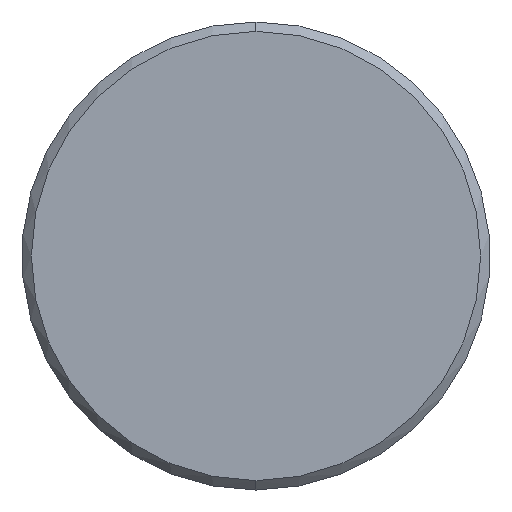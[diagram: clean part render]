
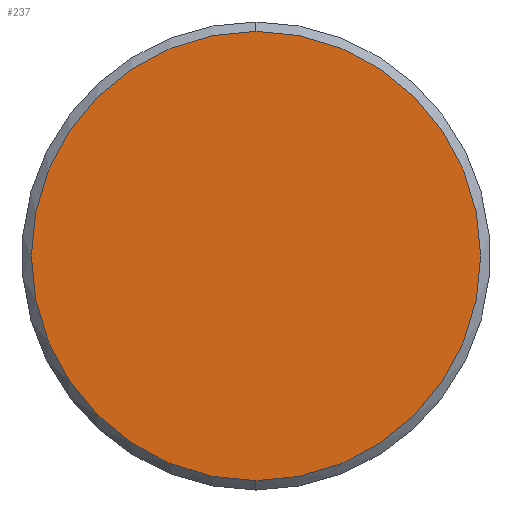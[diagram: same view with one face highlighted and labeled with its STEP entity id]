
A CAD part, left-side view. The second image highlights one B-rep face of the part: STEP entity #237.
In plain terms, the highlighted planar face has unit normal (-1, 0, 0).
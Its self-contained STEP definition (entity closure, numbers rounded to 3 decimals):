
#3 = EDGE_CURVE ( 'NONE', #13, #28, #110, .T. ) ;
#4 = AXIS2_PLACEMENT_3D ( 'NONE', #10, #17, #29 ) ;
#5 = EDGE_CURVE ( 'NONE', #28, #13, #91, .T. ) ;
#10 = CARTESIAN_POINT ( 'NONE',  ( -3000., 0., 0. ) ) ;
#13 = VERTEX_POINT ( 'NONE', #177 ) ;
#17 = DIRECTION ( 'NONE',  ( -1., 0., 0. ) ) ;
#19 = DIRECTION ( 'NONE',  ( -1., 0., 0. ) ) ;
#21 = DIRECTION ( 'NONE',  ( 0., 0., -1. ) ) ;
#28 = VERTEX_POINT ( 'NONE', #169 ) ;
#29 = DIRECTION ( 'NONE',  ( 0., 0., -1. ) ) ;
#30 = CARTESIAN_POINT ( 'NONE',  ( -3000., 0., 0. ) ) ;
#63 = FACE_OUTER_BOUND ( 'NONE', #129, .T. ) ;
#76 = ORIENTED_EDGE ( 'NONE', *, *, #3, .T. ) ;
#81 = ORIENTED_EDGE ( 'NONE', *, *, #5, .T. ) ;
#91 = CIRCLE ( 'NONE', #213, 12. ) ;
#110 = CIRCLE ( 'NONE', #4, 12. ) ;
#129 = EDGE_LOOP ( 'NONE', ( #76, #81 ) ) ;
#169 = CARTESIAN_POINT ( 'NONE',  ( -3000., 0., 12. ) ) ;
#177 = CARTESIAN_POINT ( 'NONE',  ( -3000., 0., -12. ) ) ;
#197 = AXIS2_PLACEMENT_3D ( 'NONE', #269, #264, #271 ) ;
#213 = AXIS2_PLACEMENT_3D ( 'NONE', #30, #19, #21 ) ;
#237 = ADVANCED_FACE ( 'NONE', ( #63 ), #268, .F. ) ;
#264 = DIRECTION ( 'NONE',  ( 1., 0., 0. ) ) ;
#268 = PLANE ( 'NONE',  #197 ) ;
#269 = CARTESIAN_POINT ( 'NONE',  ( -3000., 0., 0. ) ) ;
#271 = DIRECTION ( 'NONE',  ( 0., 0., -1. ) ) ;
